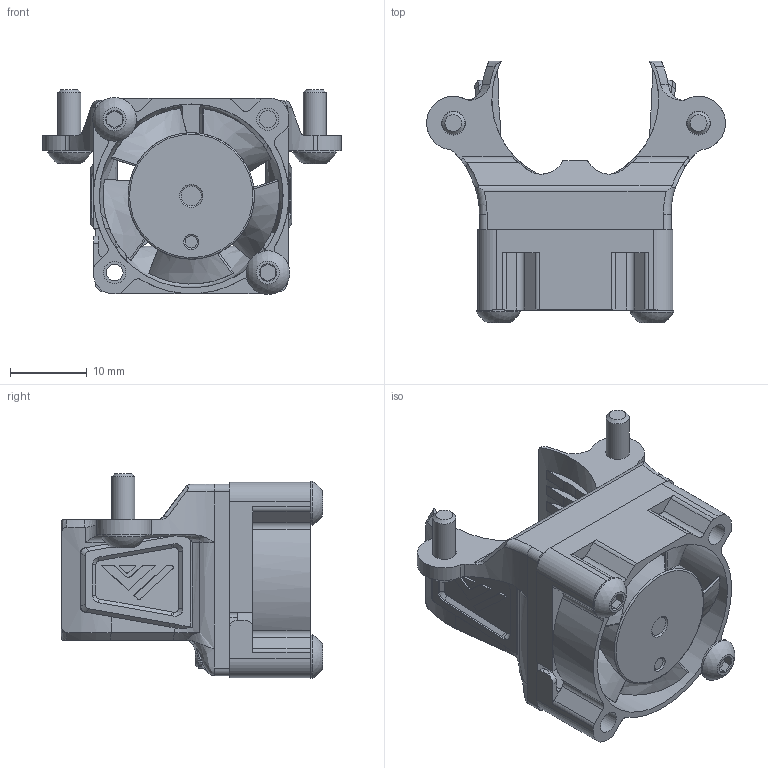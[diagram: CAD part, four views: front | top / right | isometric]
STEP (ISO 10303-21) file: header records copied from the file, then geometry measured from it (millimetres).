
FILE_DESCRIPTION(/* description */ (''),/* implementation_level */ '2;1');
FILE_NAME(/* name */ 'Fan duct 2510 w upper brace.step',/* time_stamp */ '2023-04-05T09:22:02-04:00',/* author */ (''),/* organization */ (''),/* preprocessor_version */ 'ST-DEVELOPER v19.2',/* originating_system */ 'Autodesk Translation Framework v11.17.0.187',/* authorisation */ '');
FILE_SCHEMA (('AUTOMOTIVE_DESIGN { 1 0 10303 214 3 1 1 }'));
Length unit declared in the file: millimetre
Products named in the file (7): goliath heatsink fan duct (1); 25x25x10_fan; Body; Blades; hardware (4) (1); M3 15mm Button Head-no thread; M3 8mm Button head-no thread
Assembly tree (8 placements, depth 3):
  goliath heatsink fan duct (1)
    25x25x10_fan
      Body
      Blades
    hardware (4) (1)
      M3 15mm Button Head-no thread  x2
    M3 8mm Button head-no thread  x2
Bounding box: 38.99 x 34.15 x 26.73 mm (x, y, z)
Volume: 4947.5 mm3; surface area: 8605.6 mm2
Topology: 7 solids, 7 shells, 482 faces, 1221 edges, 771 vertices
Faces by surface type: plane 222, cylinder 136, bspline 73, cone 40, torus 7, sphere 4
Full cylindrical faces by diameter (mm): 2.2 x4, 2.9 x4, 3 x4, 3.1 x2, 5.7 x4, 15.5 x1, 16.5 x1, 24 x1
Entity records: 17720 total; most frequent: CARTESIAN_POINT 6968, ORIENTED_EDGE 2300, DIRECTION 2059, EDGE_CURVE 1150, AXIS2_PLACEMENT_3D 744, VERTEX_POINT 734, LINE 571, VECTOR 571
